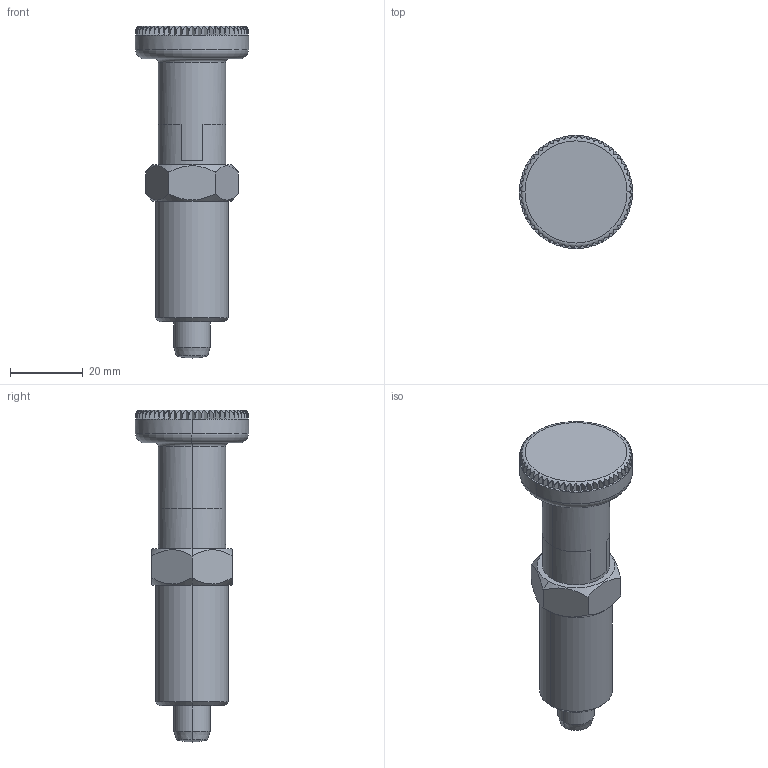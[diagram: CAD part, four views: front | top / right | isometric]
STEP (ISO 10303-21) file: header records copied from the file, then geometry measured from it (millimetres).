
FILE_DESCRIPTION(('STEP AP214'),'1');
FILE_NAME(' ',' ',('TraceParts'),('TraceParts S.A.'),'XStep 1.0',' ',' ');
FILE_SCHEMA(('automotive_design'));
Length unit declared in the file: millimetre
Products named in the file (2): 1; 2
Bounding box: 31 x 31 x 91 mm (x, y, z)
Volume: 32360.1 mm3; surface area: 10211.9 mm2
Topology: 2 solids, 2 shells, 221 faces, 626 edges, 411 vertices
Faces by surface type: plane 193, cylinder 12, cone 8, torus 6, sphere 2
Entity records: 15582 total; most frequent: CARTESIAN_POINT 2962, STYLED_ITEM 1258, PRESENTATION_STYLE_ASSIGNMENT 1258, COLOUR_RGB 1258, ORIENTED_EDGE 1248, DIRECTION 1116, EDGE_CURVE 624, CURVE_STYLE 624
